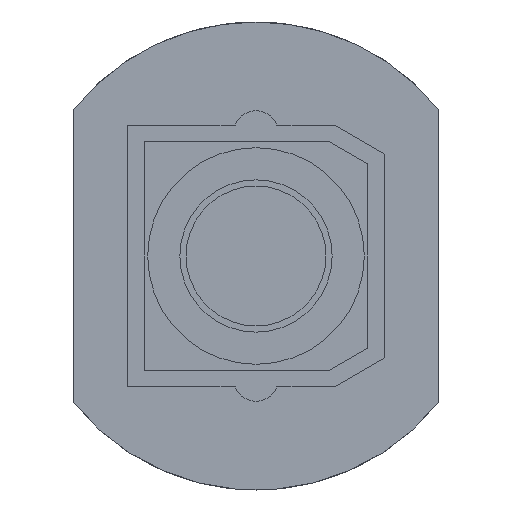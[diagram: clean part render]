
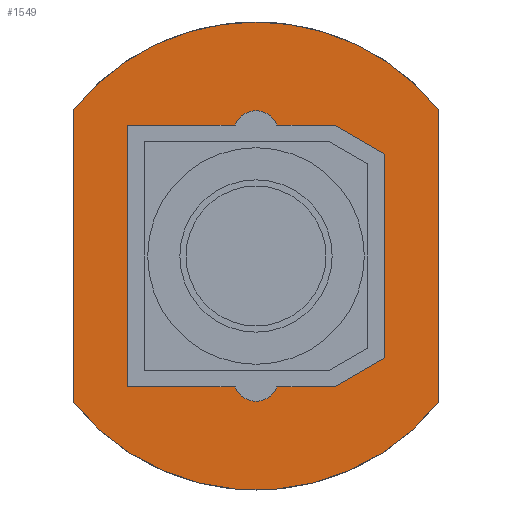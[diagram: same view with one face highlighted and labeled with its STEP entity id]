
A CAD part, front view. The second image highlights one B-rep face of the part: STEP entity #1549.
In plain terms, the highlighted face is planar.
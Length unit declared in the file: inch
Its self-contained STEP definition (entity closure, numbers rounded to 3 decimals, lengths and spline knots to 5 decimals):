
#35 = EDGE_CURVE ( 'NONE', #42, #36, #1807, .T. ) ;
#36 = VERTEX_POINT ( 'NONE', #1802 ) ;
#42 = VERTEX_POINT ( 'NONE', #1790 ) ;
#215 = EDGE_CURVE ( 'NONE', #539, #42, #2181, .T. ) ;
#218 = EDGE_CURVE ( 'NONE', #36, #223, #2170, .T. ) ;
#220 = VERTEX_POINT ( 'NONE', #2166 ) ;
#223 = VERTEX_POINT ( 'NONE', #2220 ) ;
#226 = EDGE_CURVE ( 'NONE', #223, #220, #2217, .T. ) ;
#232 = EDGE_CURVE ( 'NONE', #261, #466, #2198, .T. ) ;
#261 = VERTEX_POINT ( 'NONE', #2263 ) ;
#262 = EDGE_CURVE ( 'NONE', #220, #261, #2262, .T. ) ;
#274 = VERTEX_POINT ( 'NONE', #2304 ) ;
#279 = EDGE_CURVE ( 'NONE', #466, #274, #2297, .T. ) ;
#466 = VERTEX_POINT ( 'NONE', #2699 ) ;
#476 = EDGE_CURVE ( 'NONE', #546, #539, #2698, .T. ) ;
#519 = VERTEX_POINT ( 'NONE', #2807 ) ;
#521 = EDGE_CURVE ( 'NONE', #274, #519, #2806, .T. ) ;
#522 = EDGE_CURVE ( 'NONE', #635, #592, #2801, .T. ) ;
#524 = EDGE_LOOP ( 'NONE', ( #1550, #1551, #1552, #1553, #1554 ) ) ;
#539 = VERTEX_POINT ( 'NONE', #2853 ) ;
#542 = VERTEX_POINT ( 'NONE', #2851 ) ;
#546 = VERTEX_POINT ( 'NONE', #2846 ) ;
#553 = EDGE_CURVE ( 'NONE', #542, #546, #2833, .T. ) ;
#559 = EDGE_CURVE ( 'NONE', #519, #542, #2888, .T. ) ;
#592 = VERTEX_POINT ( 'NONE', #2966 ) ;
#635 = VERTEX_POINT ( 'NONE', #3013 ) ;
#1399 = EDGE_CURVE ( 'NONE', #1400, #1419, #4682, .T. ) ;
#1400 = VERTEX_POINT ( 'NONE', #4673 ) ;
#1419 = VERTEX_POINT ( 'NONE', #4664 ) ;
#1458 = EDGE_CURVE ( 'NONE', #1459, #1400, #4661, .T. ) ;
#1459 = VERTEX_POINT ( 'NONE', #4716 ) ;
#1508 = EDGE_CURVE ( 'NONE', #592, #1459, #4704, .T. ) ;
#1537 = ORIENTED_EDGE ( 'NONE', *, *, #35, .F. ) ;
#1538 = ORIENTED_EDGE ( 'NONE', *, *, #215, .F. ) ;
#1539 = ORIENTED_EDGE ( 'NONE', *, *, #476, .F. ) ;
#1540 = ORIENTED_EDGE ( 'NONE', *, *, #553, .F. ) ;
#1541 = ORIENTED_EDGE ( 'NONE', *, *, #559, .F. ) ;
#1542 = ORIENTED_EDGE ( 'NONE', *, *, #521, .F. ) ;
#1543 = ORIENTED_EDGE ( 'NONE', *, *, #279, .F. ) ;
#1544 = ORIENTED_EDGE ( 'NONE', *, *, #232, .F. ) ;
#1549 = ADVANCED_FACE ( 'NONE', ( #4752, #4751 ), #4757, .T. ) ;
#1550 = ORIENTED_EDGE ( 'NONE', *, *, #1568, .T. ) ;
#1551 = ORIENTED_EDGE ( 'NONE', *, *, #522, .T. ) ;
#1552 = ORIENTED_EDGE ( 'NONE', *, *, #1508, .T. ) ;
#1553 = ORIENTED_EDGE ( 'NONE', *, *, #1458, .T. ) ;
#1554 = ORIENTED_EDGE ( 'NONE', *, *, #1399, .T. ) ;
#1555 = EDGE_LOOP ( 'NONE', ( #1556, #1557, #1558, #1537, #1538, #1539, #1540, #1541, #1542, #1543, #1544 ) ) ;
#1556 = ORIENTED_EDGE ( 'NONE', *, *, #262, .F. ) ;
#1557 = ORIENTED_EDGE ( 'NONE', *, *, #226, .F. ) ;
#1558 = ORIENTED_EDGE ( 'NONE', *, *, #218, .F. ) ;
#1568 = EDGE_CURVE ( 'NONE', #1419, #635, #4744, .T. ) ;
#1790 = CARTESIAN_POINT ( 'NONE',  ( 0., 0.275, -0.12977 ) ) ;
#1802 = CARTESIAN_POINT ( 'NONE',  ( -0.01865, 0.275, -0.117 ) ) ;
#1803 = DIRECTION ( 'NONE',  ( 0., 0., 1. ) ) ;
#1804 = DIRECTION ( 'NONE',  ( 0., 1., 0. ) ) ;
#1805 = CARTESIAN_POINT ( 'NONE',  ( 0., 0.275, -0.10977 ) ) ;
#1806 = AXIS2_PLACEMENT_3D ( 'NONE', #1805, #1804, #1803 ) ;
#1807 = CIRCLE ( 'NONE', #1806, 0.02 ) ;
#2166 = CARTESIAN_POINT ( 'NONE',  ( -0.115, 0.275, 0.117 ) ) ;
#2167 = DIRECTION ( 'NONE',  ( -1., 0., 0. ) ) ;
#2168 = VECTOR ( 'NONE', #2167, 39.37008 ) ;
#2169 = CARTESIAN_POINT ( 'NONE',  ( -0.115, 0.275, -0.117 ) ) ;
#2170 = LINE ( 'NONE', #2169, #2168 ) ;
#2177 = DIRECTION ( 'NONE',  ( 0., 0., 1. ) ) ;
#2178 = DIRECTION ( 'NONE',  ( 0., 1., 0. ) ) ;
#2179 = CARTESIAN_POINT ( 'NONE',  ( 0., 0.275, -0.10977 ) ) ;
#2180 = AXIS2_PLACEMENT_3D ( 'NONE', #2179, #2178, #2177 ) ;
#2181 = CIRCLE ( 'NONE', #2180, 0.02 ) ;
#2194 = DIRECTION ( 'NONE',  ( 0., 0., -1. ) ) ;
#2195 = DIRECTION ( 'NONE',  ( 0., 1., 0. ) ) ;
#2196 = CARTESIAN_POINT ( 'NONE',  ( 0., 0.275, 0.10977 ) ) ;
#2197 = AXIS2_PLACEMENT_3D ( 'NONE', #2196, #2195, #2194 ) ;
#2198 = CIRCLE ( 'NONE', #2197, 0.02 ) ;
#2210 = DIRECTION ( 'NONE',  ( 0., 0., 1. ) ) ;
#2211 = VECTOR ( 'NONE', #2210, 39.37008 ) ;
#2212 = CARTESIAN_POINT ( 'NONE',  ( -0.115, 0.275, -0.117 ) ) ;
#2217 = LINE ( 'NONE', #2212, #2211 ) ;
#2220 = CARTESIAN_POINT ( 'NONE',  ( -0.115, 0.275, -0.117 ) ) ;
#2259 = DIRECTION ( 'NONE',  ( 1., 0., 0. ) ) ;
#2260 = VECTOR ( 'NONE', #2259, 39.37008 ) ;
#2261 = CARTESIAN_POINT ( 'NONE',  ( -0.115, 0.275, 0.117 ) ) ;
#2262 = LINE ( 'NONE', #2261, #2260 ) ;
#2263 = CARTESIAN_POINT ( 'NONE',  ( -0.01865, 0.275, 0.117 ) ) ;
#2294 = DIRECTION ( 'NONE',  ( 1., 0., 0. ) ) ;
#2295 = VECTOR ( 'NONE', #2294, 39.37008 ) ;
#2296 = CARTESIAN_POINT ( 'NONE',  ( 0.01865, 0.275, 0.117 ) ) ;
#2297 = LINE ( 'NONE', #2296, #2295 ) ;
#2304 = CARTESIAN_POINT ( 'NONE',  ( 0.07, 0.275, 0.117 ) ) ;
#2695 = DIRECTION ( 'NONE',  ( -1., 0., 0. ) ) ;
#2696 = VECTOR ( 'NONE', #2695, 39.37008 ) ;
#2697 = CARTESIAN_POINT ( 'NONE',  ( 0.01865, 0.275, -0.117 ) ) ;
#2698 = LINE ( 'NONE', #2697, #2696 ) ;
#2699 = CARTESIAN_POINT ( 'NONE',  ( 0.01865, 0.275, 0.117 ) ) ;
#2797 = DIRECTION ( 'NONE',  ( 0., 0., 1. ) ) ;
#2798 = DIRECTION ( 'NONE',  ( 0., 1., 0. ) ) ;
#2799 = CARTESIAN_POINT ( 'NONE',  ( 0., 0.275, 0. ) ) ;
#2800 = AXIS2_PLACEMENT_3D ( 'NONE', #2799, #2798, #2797 ) ;
#2801 = CIRCLE ( 'NONE', #2800, 0.209 ) ;
#2803 = DIRECTION ( 'NONE',  ( 0.866, 0., -0.5 ) ) ;
#2804 = VECTOR ( 'NONE', #2803, 39.37008 ) ;
#2805 = CARTESIAN_POINT ( 'NONE',  ( 0.115, 0.275, 0.09102 ) ) ;
#2806 = LINE ( 'NONE', #2805, #2804 ) ;
#2807 = CARTESIAN_POINT ( 'NONE',  ( 0.115, 0.275, 0.09102 ) ) ;
#2830 = DIRECTION ( 'NONE',  ( -0.866, 0., -0.5 ) ) ;
#2831 = VECTOR ( 'NONE', #2830, 39.37008 ) ;
#2832 = CARTESIAN_POINT ( 'NONE',  ( 0.115, 0.275, -0.09102 ) ) ;
#2833 = LINE ( 'NONE', #2832, #2831 ) ;
#2846 = CARTESIAN_POINT ( 'NONE',  ( 0.07, 0.275, -0.117 ) ) ;
#2851 = CARTESIAN_POINT ( 'NONE',  ( 0.115, 0.275, -0.09102 ) ) ;
#2853 = CARTESIAN_POINT ( 'NONE',  ( 0.01865, 0.275, -0.117 ) ) ;
#2880 = DIRECTION ( 'NONE',  ( 0., 0., -1. ) ) ;
#2881 = VECTOR ( 'NONE', #2880, 39.37008 ) ;
#2882 = CARTESIAN_POINT ( 'NONE',  ( 0.115, 0.275, -0.09102 ) ) ;
#2888 = LINE ( 'NONE', #2882, #2881 ) ;
#2966 = CARTESIAN_POINT ( 'NONE',  ( -0.163, 0.275, -0.13081 ) ) ;
#3013 = CARTESIAN_POINT ( 'NONE',  ( 0., 0.275, -0.209 ) ) ;
#4656 = AXIS2_PLACEMENT_3D ( 'NONE', #4719, #4718, #4717 ) ;
#4661 = CIRCLE ( 'NONE', #4656, 0.209 ) ;
#4664 = CARTESIAN_POINT ( 'NONE',  ( 0.163, 0.275, -0.13081 ) ) ;
#4673 = CARTESIAN_POINT ( 'NONE',  ( 0.163, 0.275, 0.13081 ) ) ;
#4674 = DIRECTION ( 'NONE',  ( 0., 0., -1. ) ) ;
#4675 = VECTOR ( 'NONE', #4674, 39.37008 ) ;
#4676 = CARTESIAN_POINT ( 'NONE',  ( 0.163, 0.275, -0.13081 ) ) ;
#4682 = LINE ( 'NONE', #4676, #4675 ) ;
#4701 = DIRECTION ( 'NONE',  ( 0., 0., 1. ) ) ;
#4702 = VECTOR ( 'NONE', #4701, 39.37008 ) ;
#4703 = CARTESIAN_POINT ( 'NONE',  ( -0.163, 0.275, -0.13081 ) ) ;
#4704 = LINE ( 'NONE', #4703, #4702 ) ;
#4716 = CARTESIAN_POINT ( 'NONE',  ( -0.163, 0.275, 0.13081 ) ) ;
#4717 = DIRECTION ( 'NONE',  ( 0., 0., 1. ) ) ;
#4718 = DIRECTION ( 'NONE',  ( 0., 1., 0. ) ) ;
#4719 = CARTESIAN_POINT ( 'NONE',  ( 0., 0.275, 0. ) ) ;
#4744 = CIRCLE ( 'NONE', #4791, 0.209 ) ;
#4747 = DIRECTION ( 'NONE',  ( 0., 0., 1. ) ) ;
#4748 = DIRECTION ( 'NONE',  ( 0., 1., 0. ) ) ;
#4749 = CARTESIAN_POINT ( 'NONE',  ( 0., 0.275, 0. ) ) ;
#4750 = AXIS2_PLACEMENT_3D ( 'NONE', #4749, #4748, #4747 ) ;
#4751 = FACE_BOUND ( 'NONE', #1555, .T. ) ;
#4752 = FACE_OUTER_BOUND ( 'NONE', #524, .T. ) ;
#4757 = PLANE ( 'NONE',  #4750 ) ;
#4788 = DIRECTION ( 'NONE',  ( 0., 0., 1. ) ) ;
#4789 = DIRECTION ( 'NONE',  ( 0., 1., 0. ) ) ;
#4790 = CARTESIAN_POINT ( 'NONE',  ( 0., 0.275, 0. ) ) ;
#4791 = AXIS2_PLACEMENT_3D ( 'NONE', #4790, #4789, #4788 ) ;
